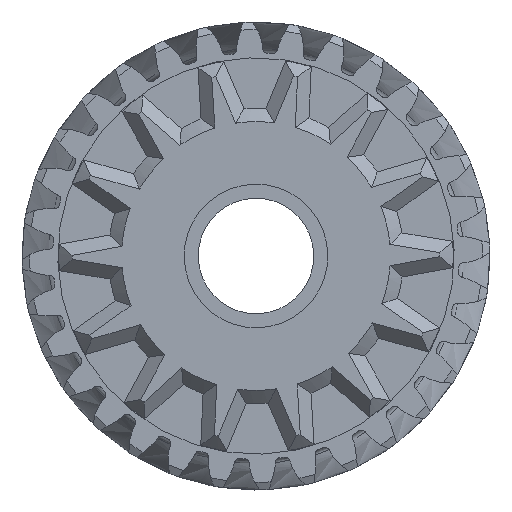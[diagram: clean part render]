
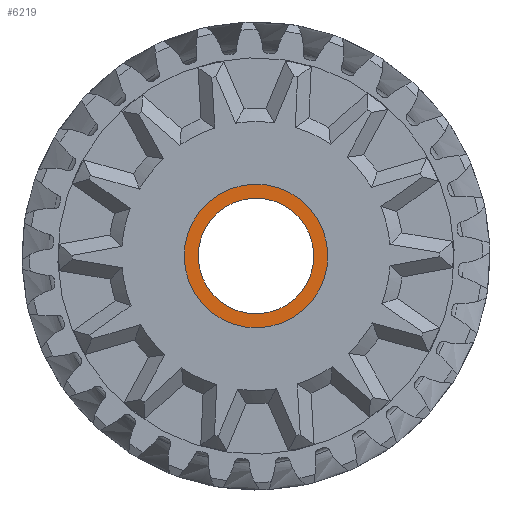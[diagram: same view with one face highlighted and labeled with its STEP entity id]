
A CAD part, left-side view. The second image highlights one B-rep face of the part: STEP entity #6219.
In plain terms, the highlighted planar face has unit normal (-1, 0, 0).
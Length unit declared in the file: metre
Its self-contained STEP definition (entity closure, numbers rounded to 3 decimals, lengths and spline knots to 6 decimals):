
#1080=PLANE('',#6612);
#1144=ORIENTED_EDGE('',*,*,#3256,.T.);
#1145=ORIENTED_EDGE('',*,*,#3255,.F.);
#3255=EDGE_CURVE('',#4311,#4311,#4999,.T.);
#3256=EDGE_CURVE('',#4312,#4312,#5000,.T.);
#4311=VERTEX_POINT('',#8550);
#4312=VERTEX_POINT('',#8553);
#4999=CIRCLE('',#6611,0.00525);
#5000=CIRCLE('',#6613,0.006525);
#5348=EDGE_LOOP('',(#1144));
#5349=EDGE_LOOP('',(#1145));
#5736=FACE_BOUND('',#5348,.T.);
#5737=FACE_BOUND('',#5349,.T.);
#6219=ADVANCED_FACE('',(#5736,#5737),#1080,.T.);
#6611=AXIS2_PLACEMENT_3D('',#8549,#7213,#7214);
#6612=AXIS2_PLACEMENT_3D('',#8551,#7215,#7216);
#6613=AXIS2_PLACEMENT_3D('',#8552,#7217,#7218);
#7213=DIRECTION('',(-1.,0.,0.));
#7214=DIRECTION('',(0.,-0.618,0.786));
#7215=DIRECTION('',(-1.,0.,0.));
#7216=DIRECTION('',(0.,0.786,0.618));
#7217=DIRECTION('',(-1.,0.,0.));
#7218=DIRECTION('',(0.,-0.618,0.786));
#8549=CARTESIAN_POINT('',(-0.1217,0.038,0.048918));
#8550=CARTESIAN_POINT('',(-0.1217,0.034758,0.053047));
#8551=CARTESIAN_POINT('',(-0.1217,0.038,0.048918));
#8552=CARTESIAN_POINT('',(-0.1217,0.038,0.048918));
#8553=CARTESIAN_POINT('',(-0.1217,0.03397,0.05405));
